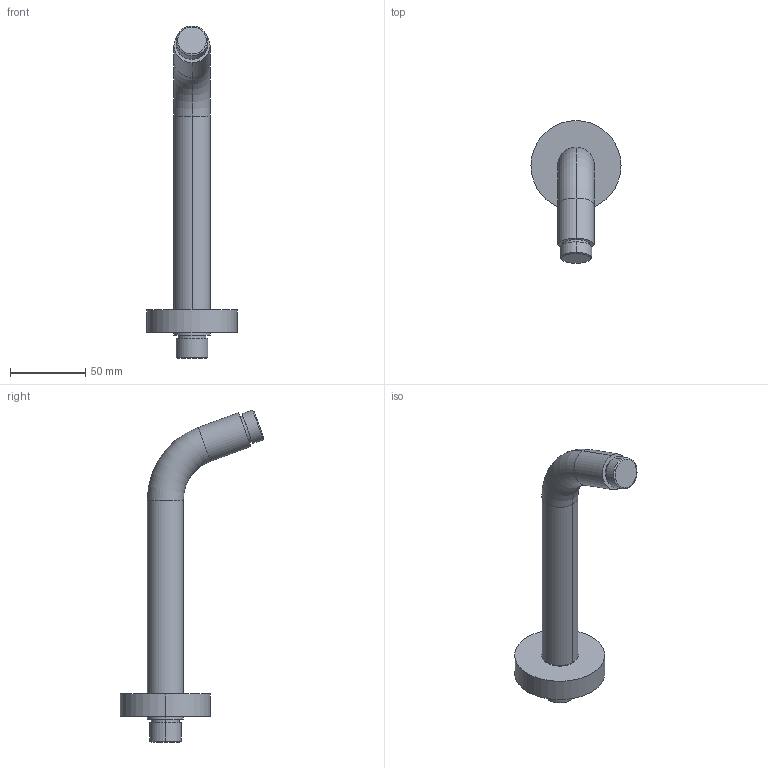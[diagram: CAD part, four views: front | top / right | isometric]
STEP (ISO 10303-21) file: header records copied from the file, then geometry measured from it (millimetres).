
FILE_DESCRIPTION((''),'2;1');
FILE_NAME('ZSOF038CR','2021-11-15T14:48:49',('ut3'),('PAFFONI SpA'),'CREO PARAMETRIC BY PTC INC, 2020044','CREO PARAMETRIC BY PTC INC, 2020044','');
FILE_SCHEMA(('CONFIG_CONTROL_DESIGN','SHAPE_APPEARANCE_LAYERS_GROUPS'));
Length unit declared in the file: millimetre
Products named in the file (1): ZSOF038CR
Bounding box: 60 x 95.47 x 221.12 mm (x, y, z)
Volume: 119395.6 mm3; surface area: 30081.5 mm2
Topology: 1 solids, 1 shells, 49 faces, 96 edges, 60 vertices
Faces by surface type: cylinder 26, plane 13, torus 6, cone 4
Entity records: 1746 total; most frequent: DIRECTION 260, CARTESIAN_POINT 205, ORIENTED_EDGE 192, AXIS2_PLACEMENT_3D 115, EDGE_CURVE 96, CIRCLE 66, VERTEX_POINT 60, EDGE_LOOP 60
